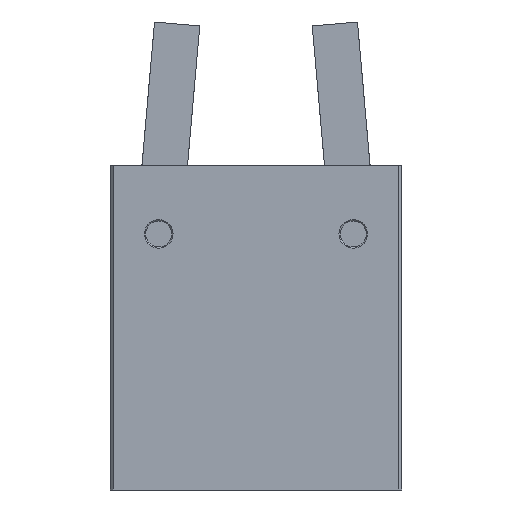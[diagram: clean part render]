
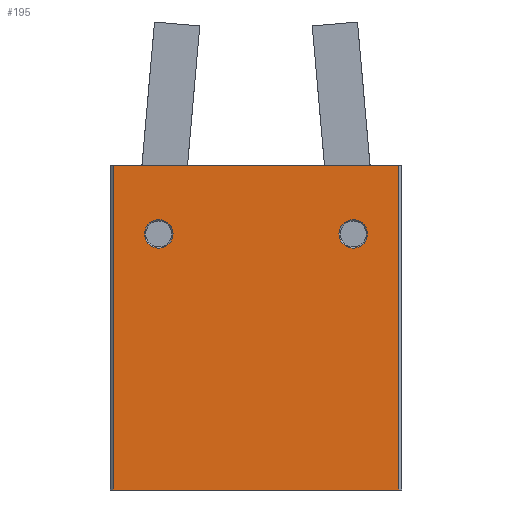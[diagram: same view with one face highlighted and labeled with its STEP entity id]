
A CAD part, left-side view. The second image highlights one B-rep face of the part: STEP entity #195.
In plain terms, the highlighted face is planar.
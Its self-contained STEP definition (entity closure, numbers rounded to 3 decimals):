
#195 = ADVANCED_FACE( '', ( #346, #347, #348 ), #349, .F. );
#346 = FACE_BOUND( '', #684, .T. );
#347 = FACE_BOUND( '', #685, .T. );
#348 = FACE_OUTER_BOUND( '', #686, .T. );
#349 = PLANE( '', #687 );
#684 = EDGE_LOOP( '', ( #1086 ) );
#685 = EDGE_LOOP( '', ( #1087 ) );
#686 = EDGE_LOOP( '', ( #1088, #1089, #1090, #1091 ) );
#687 = AXIS2_PLACEMENT_3D( '', #1092, #1093, #1094 );
#1086 = ORIENTED_EDGE( '', *, *, #1929, .F. );
#1087 = ORIENTED_EDGE( '', *, *, #1953, .F. );
#1088 = ORIENTED_EDGE( '', *, *, #1954, .T. );
#1089 = ORIENTED_EDGE( '', *, *, #1955, .F. );
#1090 = ORIENTED_EDGE( '', *, *, #1956, .F. );
#1091 = ORIENTED_EDGE( '', *, *, #1957, .T. );
#1092 = CARTESIAN_POINT( '', ( 50., 22., 13. ) );
#1093 = DIRECTION( '', ( 0., 0., -1. ) );
#1094 = DIRECTION( '', ( -1., 0., 0. ) );
#1929 = EDGE_CURVE( '', #2219, #2219, #2220, .T. );
#1953 = EDGE_CURVE( '', #2262, #2262, #2263, .T. );
#1954 = EDGE_CURVE( '', #2264, #2265, #2266, .T. );
#1955 = EDGE_CURVE( '', #2267, #2265, #2268, .T. );
#1956 = EDGE_CURVE( '', #2269, #2267, #2270, .T. );
#1957 = EDGE_CURVE( '', #2269, #2264, #2271, .T. );
#2219 = VERTEX_POINT( '', #2729 );
#2220 = CIRCLE( '', #2730, 2.2 );
#2262 = VERTEX_POINT( '', #2791 );
#2263 = CIRCLE( '', #2792, 2.2 );
#2264 = VERTEX_POINT( '', #2793 );
#2265 = VERTEX_POINT( '', #2794 );
#2266 = LINE( '', #2795, #2796 );
#2267 = VERTEX_POINT( '', #2797 );
#2268 = LINE( '', #2798, #2799 );
#2269 = VERTEX_POINT( '', #2800 );
#2270 = LINE( '', #2801, #2802 );
#2271 = LINE( '', #2803, #2804 );
#2729 = CARTESIAN_POINT( '', ( 12.7, -15., 13. ) );
#2730 = AXIS2_PLACEMENT_3D( '', #3518, #3519, #3520 );
#2791 = CARTESIAN_POINT( '', ( 12.7, 15., 13. ) );
#2792 = AXIS2_PLACEMENT_3D( '', #3552, #3553, #3554 );
#2793 = CARTESIAN_POINT( '', ( 0., 22., 13. ) );
#2794 = CARTESIAN_POINT( '', ( 0., -22., 13. ) );
#2795 = CARTESIAN_POINT( '', ( 0., 22., 13. ) );
#2796 = VECTOR( '', #3555, 1000. );
#2797 = CARTESIAN_POINT( '', ( 50., -22., 13. ) );
#2798 = CARTESIAN_POINT( '', ( 50., -22., 13. ) );
#2799 = VECTOR( '', #3556, 1000. );
#2800 = CARTESIAN_POINT( '', ( 50., 22., 13. ) );
#2801 = CARTESIAN_POINT( '', ( 50., 22., 13. ) );
#2802 = VECTOR( '', #3557, 1000. );
#2803 = CARTESIAN_POINT( '', ( 50., 22., 13. ) );
#2804 = VECTOR( '', #3558, 1000. );
#3518 = CARTESIAN_POINT( '', ( 10.5, -15., 13. ) );
#3519 = DIRECTION( '', ( 0., 0., 1. ) );
#3520 = DIRECTION( '', ( 1., 0., 0. ) );
#3552 = CARTESIAN_POINT( '', ( 10.5, 15., 13. ) );
#3553 = DIRECTION( '', ( 0., 0., 1. ) );
#3554 = DIRECTION( '', ( 1., 0., 0. ) );
#3555 = DIRECTION( '', ( 0., -1., 0. ) );
#3556 = DIRECTION( '', ( -1., 0., 0. ) );
#3557 = DIRECTION( '', ( 0., -1., 0. ) );
#3558 = DIRECTION( '', ( -1., 0., 0. ) );
